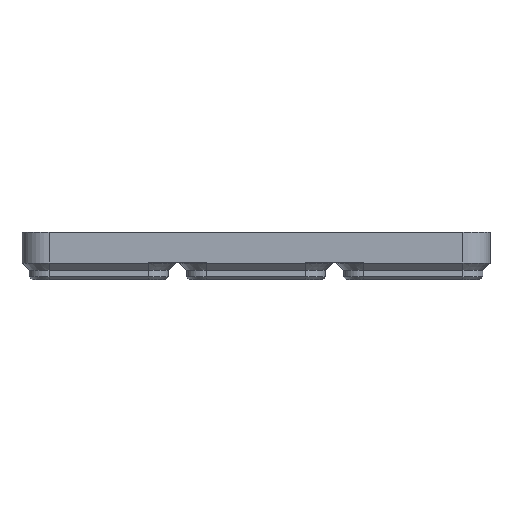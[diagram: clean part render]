
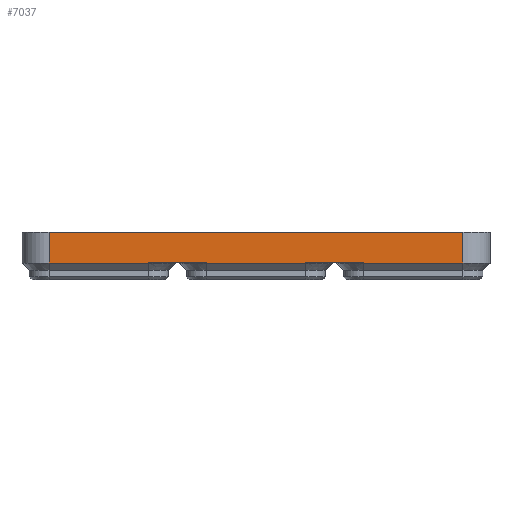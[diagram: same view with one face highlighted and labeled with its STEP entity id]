
A CAD part, left-side view. The second image highlights one B-rep face of the part: STEP entity #7037.
In plain terms, the highlighted planar face has unit normal (-1, 0, 0).
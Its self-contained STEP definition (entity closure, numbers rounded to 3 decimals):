
#283=LINE('',#10741,#1043);
#287=LINE('',#10757,#1047);
#332=LINE('',#10899,#1092);
#333=LINE('',#10905,#1093);
#334=LINE('',#10908,#1094);
#335=LINE('',#10909,#1095);
#336=LINE('',#10911,#1096);
#337=LINE('',#10912,#1097);
#338=LINE('',#10914,#1098);
#339=LINE('',#10916,#1099);
#340=LINE('',#10917,#1100);
#341=LINE('',#10919,#1101);
#1043=VECTOR('',#8406,1000.);
#1047=VECTOR('',#8418,1000.);
#1092=VECTOR('',#8527,1000.);
#1093=VECTOR('',#8534,1000.);
#1094=VECTOR('',#8535,1000.);
#1095=VECTOR('',#8536,1000.);
#1096=VECTOR('',#8537,1000.);
#1097=VECTOR('',#8538,1000.);
#1098=VECTOR('',#8539,1000.);
#1099=VECTOR('',#8540,1000.);
#1100=VECTOR('',#8541,1000.);
#1101=VECTOR('',#8542,1000.);
#1936=ORIENTED_EDGE('',*,*,#4057,.T.);
#1937=ORIENTED_EDGE('',*,*,#4058,.F.);
#1938=ORIENTED_EDGE('',*,*,#4054,.F.);
#1939=ORIENTED_EDGE('',*,*,#4059,.T.);
#1940=ORIENTED_EDGE('',*,*,#4060,.T.);
#1941=ORIENTED_EDGE('',*,*,#3982,.T.);
#1942=ORIENTED_EDGE('',*,*,#4061,.F.);
#1943=ORIENTED_EDGE('',*,*,#4062,.T.);
#1944=ORIENTED_EDGE('',*,*,#4063,.T.);
#1945=ORIENTED_EDGE('',*,*,#3974,.T.);
#1946=ORIENTED_EDGE('',*,*,#4064,.F.);
#1947=ORIENTED_EDGE('',*,*,#4065,.T.);
#3974=EDGE_CURVE('',#5039,#5038,#283,.T.);
#3982=EDGE_CURVE('',#5047,#5046,#287,.T.);
#4054=EDGE_CURVE('',#5112,#5113,#332,.T.);
#4057=EDGE_CURVE('',#5114,#5115,#333,.T.);
#4058=EDGE_CURVE('',#5113,#5115,#334,.T.);
#4059=EDGE_CURVE('',#5112,#5116,#335,.T.);
#4060=EDGE_CURVE('',#5116,#5047,#336,.T.);
#4061=EDGE_CURVE('',#5117,#5046,#337,.T.);
#4062=EDGE_CURVE('',#5117,#5118,#338,.T.);
#4063=EDGE_CURVE('',#5118,#5039,#339,.T.);
#4064=EDGE_CURVE('',#5119,#5038,#340,.T.);
#4065=EDGE_CURVE('',#5119,#5114,#341,.T.);
#5038=VERTEX_POINT('',#10740);
#5039=VERTEX_POINT('',#10742);
#5046=VERTEX_POINT('',#10756);
#5047=VERTEX_POINT('',#10758);
#5112=VERTEX_POINT('',#10900);
#5113=VERTEX_POINT('',#10901);
#5114=VERTEX_POINT('',#10906);
#5115=VERTEX_POINT('',#10907);
#5116=VERTEX_POINT('',#10910);
#5117=VERTEX_POINT('',#10913);
#5118=VERTEX_POINT('',#10915);
#5119=VERTEX_POINT('',#10918);
#5874=EDGE_LOOP('',(#1936,#1937,#1938,#1939,#1940,#1941,#1942,#1943,#1944,
#1945,#1946,#1947));
#6340=FACE_BOUND('',#5874,.T.);
#6801=PLANE('',#7588);
#7037=ADVANCED_FACE('',(#6340),#6801,.T.);
#7588=AXIS2_PLACEMENT_3D('',#10904,#8532,#8533);
#8406=DIRECTION('',(0.,-1.,0.));
#8418=DIRECTION('',(0.,-1.,0.));
#8527=DIRECTION('',(0.,0.,1.));
#8532=DIRECTION('',(-1.,0.,0.));
#8533=DIRECTION('',(0.,0.,1.));
#8534=DIRECTION('',(0.,0.,1.));
#8535=DIRECTION('',(0.,-1.,0.));
#8536=DIRECTION('',(0.,-1.,0.));
#8537=DIRECTION('',(0.,0.,1.));
#8538=DIRECTION('',(0.,0.,1.));
#8539=DIRECTION('',(0.,-1.,0.));
#8540=DIRECTION('',(0.,0.,1.));
#8541=DIRECTION('',(0.,0.,1.));
#8542=DIRECTION('',(0.,-1.,0.));
#10740=CARTESIAN_POINT('',(-62.5,-28.75,-1.));
#10741=CARTESIAN_POINT('',(-62.5,0.,-1.));
#10742=CARTESIAN_POINT('',(-62.5,-13.25,-1.));
#10756=CARTESIAN_POINT('',(-62.5,13.25,-1.));
#10757=CARTESIAN_POINT('',(-62.5,0.,-1.));
#10758=CARTESIAN_POINT('',(-62.5,28.75,-1.));
#10899=CARTESIAN_POINT('',(-62.5,55.25,-1.));
#10900=CARTESIAN_POINT('',(-62.5,55.25,-1.25));
#10901=CARTESIAN_POINT('',(-62.5,55.25,7.));
#10904=CARTESIAN_POINT('',(-62.5,0.,-1.));
#10905=CARTESIAN_POINT('',(-62.5,-55.25,-1.));
#10906=CARTESIAN_POINT('',(-62.5,-55.25,-1.25));
#10907=CARTESIAN_POINT('',(-62.5,-55.25,7.));
#10908=CARTESIAN_POINT('',(-62.5,0.,7.));
#10909=CARTESIAN_POINT('',(-62.5,84.,-1.25));
#10910=CARTESIAN_POINT('',(-62.5,28.75,-1.25));
#10911=CARTESIAN_POINT('',(-62.5,28.75,-3.15));
#10912=CARTESIAN_POINT('',(-62.5,13.25,-3.15));
#10913=CARTESIAN_POINT('',(-62.5,13.25,-1.25));
#10914=CARTESIAN_POINT('',(-62.5,42.,-1.25));
#10915=CARTESIAN_POINT('',(-62.5,-13.25,-1.25));
#10916=CARTESIAN_POINT('',(-62.5,-13.25,-3.15));
#10917=CARTESIAN_POINT('',(-62.5,-28.75,-3.15));
#10918=CARTESIAN_POINT('',(-62.5,-28.75,-1.25));
#10919=CARTESIAN_POINT('',(-62.5,0.,-1.25));
